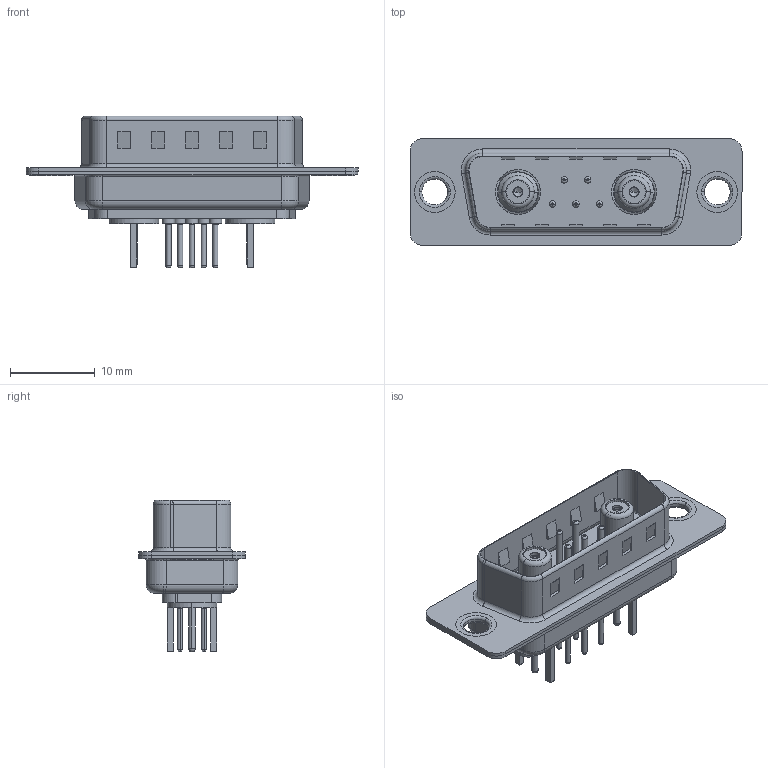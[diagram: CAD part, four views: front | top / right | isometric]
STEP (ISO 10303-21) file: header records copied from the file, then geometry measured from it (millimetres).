
FILE_DESCRIPTION (( 'STEP AP203' ), '1' );
FILE_NAME ('627-7W2-224-5T1.STEP', '2019-05-25T05:25:44', ( '' ), ( '' ), 'SwSTEP 2.0', 'SolidWorks 2016', '' );
FILE_SCHEMA (( 'CONFIG_CONTROL_DESIGN' ));
Length unit declared in the file: millimetre
Products named in the file (13): Co-Ax Jack Assy_S; 627Combo Shell Rear_15 Contacts; 627Combo Contact Row 1_24; 627Combo Shell Front_15 Contacts; 627Combo Contact Row 2_24; 627Combo Thru Hole Rivet; 627-7W2-224-5T1; Co-Ax Jack_Straight PC Tail; Insulator Socket; Insulator Socket 2; Locking Collar; 627Combo Housing_7W2; Socket_Str
Assembly tree (17 placements, depth 3):
  627-7W2-224-5T1
    627Combo Housing_7W2
    627Combo Shell Rear_15 Contacts
    627Combo Shell Front_15 Contacts
    627Combo Thru Hole Rivet  x2
    Co-Ax Jack Assy_S  x2
      Co-Ax Jack_Straight PC Tail
      Insulator Socket
      Insulator Socket 2
      Locking Collar
      Socket_Str
    627Combo Contact Row 1_24  x2
    627Combo Contact Row 2_24  x3
Bounding box: 39.15 x 12.6 x 17.9 mm (x, y, z)
Volume: 1807.8 mm3; surface area: 5409.7 mm2
Topology: 20 solids, 20 shells, 721 faces, 1643 edges, 1014 vertices
Faces by surface type: cylinder 281, plane 268, torus 146, cone 18, bspline 4, sphere 4
Entity records: 16349 total; most frequent: DIRECTION 2788, CARTESIAN_POINT 2614, ORIENTED_EDGE 2384, EDGE_CURVE 1192, AXIS2_PLACEMENT_3D 1096, VERTEX_POINT 746, EDGE_LOOP 602, VECTOR 596
